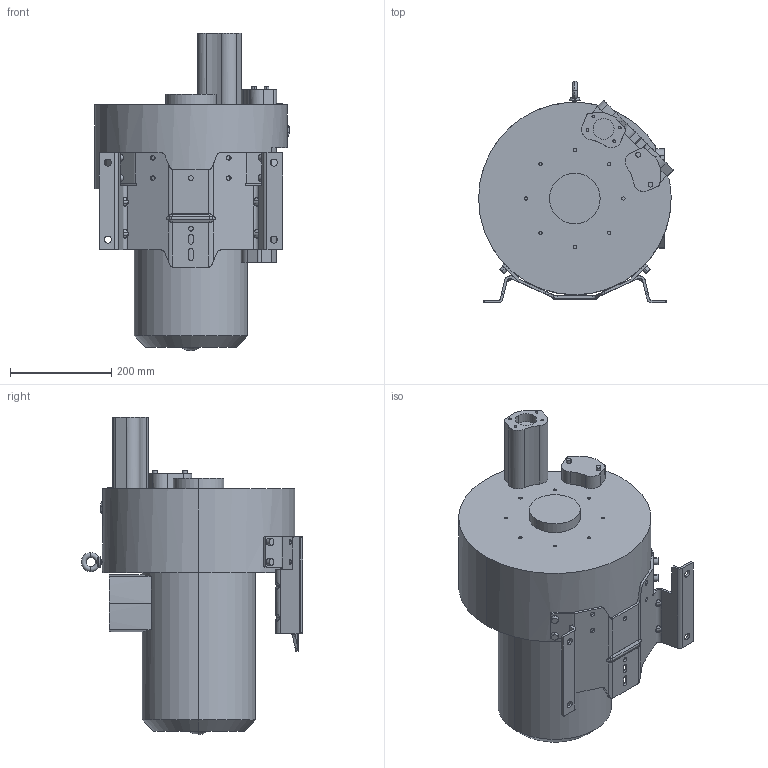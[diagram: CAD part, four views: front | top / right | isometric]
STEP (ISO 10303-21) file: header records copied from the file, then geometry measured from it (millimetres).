
FILE_DESCRIPTION(/* description */ (''),/* implementation_level */ '2;1');
FILE_NAME(/* name */ '4RB 520-0AQ77-1-60HZ.stp',/* time_stamp */ '2025-12-16T13:45:59+08:00',/* author */ (''),/* organization */ (''),/* preprocessor_version */ 'ST-DEVELOPER v16',/* originating_system */ 'SIEMENS PLM Software NX 11.0',/* authorisation */ '');
FILE_SCHEMA (('AUTOMOTIVE_DESIGN { 1 0 10303 214 3 1 1 1 }'));
Length unit declared in the file: millimetre
Products named in the file (1): Admi35C4A358c6at
Bounding box: 384.84 x 437.84 x 627.03 mm (x, y, z)
Volume: 33714580.4 mm3; surface area: 969771.9 mm2
Topology: 1 solids, 1 shells, 589 faces, 1529 edges, 980 vertices
Faces by surface type: cylinder 281, plane 195, bspline 86, torus 14, cone 7, sphere 6
Entity records: 23338 total; most frequent: CARTESIAN_POINT 9492, ORIENTED_EDGE 3058, DIRECTION 2664, EDGE_CURVE 1529, AXIS2_PLACEMENT_3D 1009, VERTEX_POINT 980, EDGE_LOOP 655, LINE 646
